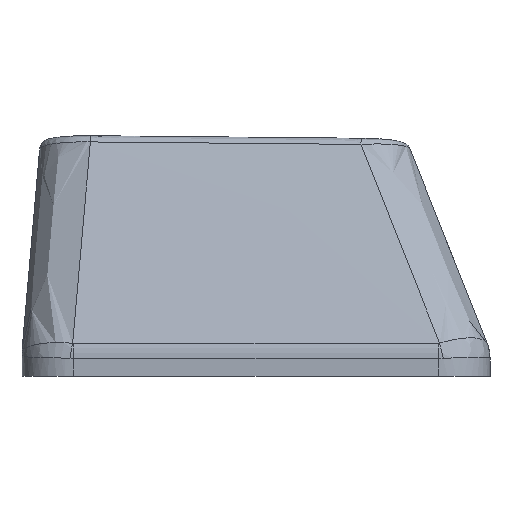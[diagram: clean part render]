
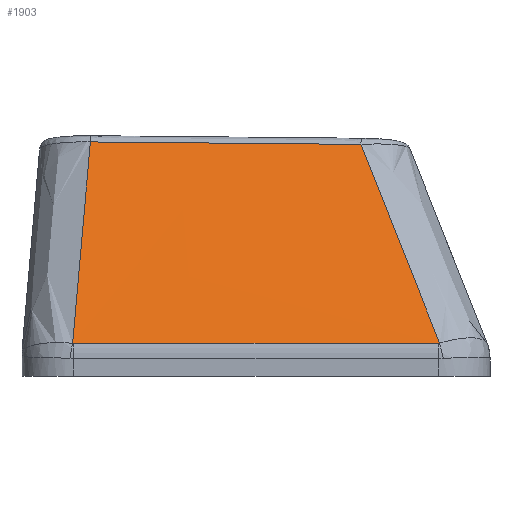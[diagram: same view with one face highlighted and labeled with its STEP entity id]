
A CAD part, left-side view. The second image highlights one B-rep face of the part: STEP entity #1903.
In plain terms, the highlighted free-form (B-spline) face has degree [3, 3] with [4, 4] control points.
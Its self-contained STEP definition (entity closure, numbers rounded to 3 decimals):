
#128=B_SPLINE_SURFACE_WITH_KNOTS('',3,3,((#3167,#3168,#3169,#3170),(#3171,
#3172,#3173,#3174),(#3175,#3176,#3177,#3178),(#3179,#3180,#3181,#3182)),
 .UNSPECIFIED.,.F.,.F.,.F.,(4,4),(4,4),(0.102,0.892),
(0.033,0.966),.UNSPECIFIED.);
#395=FACE_OUTER_BOUND('',#506,.T.);
#506=EDGE_LOOP('',(#1386,#1387,#1388,#1389,#1390,#1391));
#631=B_SPLINE_CURVE_WITH_KNOTS('',3,(#3031,#3032,#3033,#3034),
 .UNSPECIFIED.,.F.,.F.,(4,4),(0.,0.004),.UNSPECIFIED.);
#633=B_SPLINE_CURVE_WITH_KNOTS('',3,(#3058,#3059,#3060,#3061),
 .UNSPECIFIED.,.F.,.F.,(4,4),(0.,1.416),.UNSPECIFIED.);
#635=B_SPLINE_CURVE_WITH_KNOTS('',3,(#3085,#3086,#3087,#3088),
 .UNSPECIFIED.,.F.,.F.,(4,4),(0.,0.005),.UNSPECIFIED.);
#638=B_SPLINE_CURVE_WITH_KNOTS('',3,(#3184,#3185,#3186,#3187),
 .UNSPECIFIED.,.F.,.F.,(4,4),(0.032,0.925),
 .UNSPECIFIED.);
#639=B_SPLINE_CURVE_WITH_KNOTS('',3,(#3189,#3190,#3191,#3192),
 .UNSPECIFIED.,.F.,.F.,(4,4),(-1.05,0.),.UNSPECIFIED.);
#640=B_SPLINE_CURVE_WITH_KNOTS('',3,(#3193,#3194,#3195,#3196),
 .UNSPECIFIED.,.F.,.F.,(4,4),(-0.881,-0.03),
 .UNSPECIFIED.);
#811=VERTEX_POINT('',#2999);
#813=VERTEX_POINT('',#3029);
#815=VERTEX_POINT('',#3056);
#817=VERTEX_POINT('',#3083);
#824=VERTEX_POINT('',#3183);
#825=VERTEX_POINT('',#3188);
#1027=EDGE_CURVE('',#813,#811,#631,.T.);
#1030=EDGE_CURVE('',#815,#813,#633,.T.);
#1033=EDGE_CURVE('',#817,#815,#635,.T.);
#1045=EDGE_CURVE('',#824,#817,#638,.T.);
#1046=EDGE_CURVE('',#825,#824,#639,.T.);
#1047=EDGE_CURVE('',#811,#825,#640,.T.);
#1386=ORIENTED_EDGE('',*,*,#1027,.F.);
#1387=ORIENTED_EDGE('',*,*,#1030,.F.);
#1388=ORIENTED_EDGE('',*,*,#1033,.F.);
#1389=ORIENTED_EDGE('',*,*,#1045,.F.);
#1390=ORIENTED_EDGE('',*,*,#1046,.F.);
#1391=ORIENTED_EDGE('',*,*,#1047,.F.);
#1903=ADVANCED_FACE('',(#395),#128,.T.);
#2999=CARTESIAN_POINT('',(-18.485,7.116,0.284));
#3029=CARTESIAN_POINT('',(-18.486,7.08,0.281));
#3031=CARTESIAN_POINT('Ctrl Pts',(-18.486,7.08,0.281));
#3032=CARTESIAN_POINT('Ctrl Pts',(-18.486,7.092,0.281));
#3033=CARTESIAN_POINT('Ctrl Pts',(-18.486,7.104,0.282));
#3034=CARTESIAN_POINT('Ctrl Pts',(-18.485,7.116,0.284));
#3056=CARTESIAN_POINT('',(-18.484,-7.081,0.284));
#3058=CARTESIAN_POINT('Ctrl Pts',(-18.484,-7.081,0.284));
#3059=CARTESIAN_POINT('Ctrl Pts',(-18.484,-2.36,0.283));
#3060=CARTESIAN_POINT('Ctrl Pts',(-18.485,2.36,0.282));
#3061=CARTESIAN_POINT('Ctrl Pts',(-18.486,7.08,0.281));
#3083=CARTESIAN_POINT('',(-18.481,-7.128,0.289));
#3085=CARTESIAN_POINT('Ctrl Pts',(-18.481,-7.128,0.289));
#3086=CARTESIAN_POINT('Ctrl Pts',(-18.483,-7.112,0.286));
#3087=CARTESIAN_POINT('Ctrl Pts',(-18.484,-7.097,0.284));
#3088=CARTESIAN_POINT('Ctrl Pts',(-18.484,-7.081,0.284));
#3167=CARTESIAN_POINT('Ctrl Pts',(-15.166,-4.453,8.));
#3168=CARTESIAN_POINT('Ctrl Pts',(-16.273,-5.346,5.426));
#3169=CARTESIAN_POINT('Ctrl Pts',(-17.379,-6.239,2.852));
#3170=CARTESIAN_POINT('Ctrl Pts',(-18.486,-7.132,0.278));
#3171=CARTESIAN_POINT('Ctrl Pts',(-15.166,-0.691,
8.033));
#3172=CARTESIAN_POINT('Ctrl Pts',(-16.273,-1.255,5.448));
#3173=CARTESIAN_POINT('Ctrl Pts',(-17.379,-1.819,2.863));
#3174=CARTESIAN_POINT('Ctrl Pts',(-18.486,-2.382,0.279));
#3175=CARTESIAN_POINT('Ctrl Pts',(-15.166,3.072,8.066));
#3176=CARTESIAN_POINT('Ctrl Pts',(-16.273,2.837,5.471));
#3177=CARTESIAN_POINT('Ctrl Pts',(-17.379,2.602,2.875));
#3178=CARTESIAN_POINT('Ctrl Pts',(-18.486,2.367,0.28));
#3179=CARTESIAN_POINT('Ctrl Pts',(-15.166,6.834,8.1));
#3180=CARTESIAN_POINT('Ctrl Pts',(-16.273,6.928,5.494));
#3181=CARTESIAN_POINT('Ctrl Pts',(-17.379,7.022,2.887));
#3182=CARTESIAN_POINT('Ctrl Pts',(-18.486,7.116,0.281));
#3183=CARTESIAN_POINT('',(-15.167,-4.074,8.001));
#3184=CARTESIAN_POINT('Ctrl Pts',(-15.167,-4.074,8.001));
#3185=CARTESIAN_POINT('Ctrl Pts',(-16.271,-5.091,5.43));
#3186=CARTESIAN_POINT('Ctrl Pts',(-17.376,-6.109,2.859));
#3187=CARTESIAN_POINT('Ctrl Pts',(-18.481,-7.128,0.289));
#3188=CARTESIAN_POINT('',(-15.166,6.426,8.096));
#3189=CARTESIAN_POINT('Ctrl Pts',(-15.166,6.426,8.096));
#3190=CARTESIAN_POINT('Ctrl Pts',(-15.166,2.926,8.065));
#3191=CARTESIAN_POINT('Ctrl Pts',(-15.166,-0.574,
8.033));
#3192=CARTESIAN_POINT('Ctrl Pts',(-15.167,-4.074,8.001));
#3193=CARTESIAN_POINT('Ctrl Pts',(-18.485,7.116,0.284));
#3194=CARTESIAN_POINT('Ctrl Pts',(-17.379,6.887,2.888));
#3195=CARTESIAN_POINT('Ctrl Pts',(-16.273,6.657,5.492));
#3196=CARTESIAN_POINT('Ctrl Pts',(-15.166,6.426,8.096));
